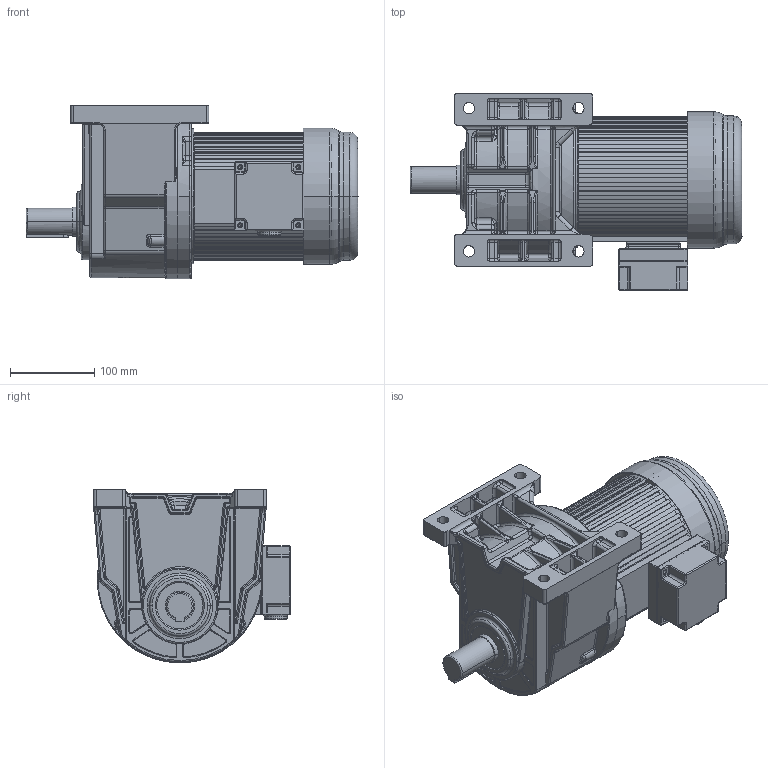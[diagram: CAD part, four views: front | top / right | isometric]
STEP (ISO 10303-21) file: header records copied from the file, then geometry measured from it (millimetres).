
FILE_DESCRIPTION((''),'2;1');
FILE_NAME('ASM0012_ASM','2022-03-12T',('gkkg'),(''),'PRO/ENGINEER BY PARAMETRIC TECHNOLOGY CORPORATION, 2010280','PRO/ENGINEER BY PARAMETRIC TECHNOLOGY CORPORATION, 2010280','');
FILE_SCHEMA(('CONFIG_CONTROL_DESIGN'));
Products named in the file (14): H32-750_3; G32_33; GH32-750-70-S_ASM_1_ASM_ASM; GH32-750-70-S_ASM_ASM; GH32_ASM; PRT0020; PRT0021; PRT0022; PRT0023; ASM0015_ASM; PRT0024; ASM0014_ASM; ASM0013_ASM; ASM0012_ASM
Assembly tree (13 placements, depth 5):
  ASM0012_ASM
    GH32_ASM
      GH32-750-70-S_ASM_ASM
        GH32-750-70-S_ASM_1_ASM_ASM
          H32-750_3
          G32_33
    PRT0020
    PRT0021
    PRT0022
    ASM0013_ASM
      ASM0014_ASM
        ASM0015_ASM
          PRT0023
        PRT0024
Bounding box: 394.3 x 233.8 x 206.3 mm (x, y, z)
Volume: 2295126.1 mm3; surface area: 806383.1 mm2
Topology: 7 solids, 10 shells, 4801 faces, 13072 edges, 8343 vertices
Faces by surface type: plane 2568, cylinder 1287, torus 538, bspline 305, sphere 73, cone 30
Entity records: 167559 total; most frequent: CARTESIAN_POINT 45461, ORIENTED_EDGE 26008, DIRECTION 25324, EDGE_CURVE 13004, AXIS2_PLACEMENT_3D 8614, VERTEX_POINT 8343, VECTOR 8096, LINE 8096
